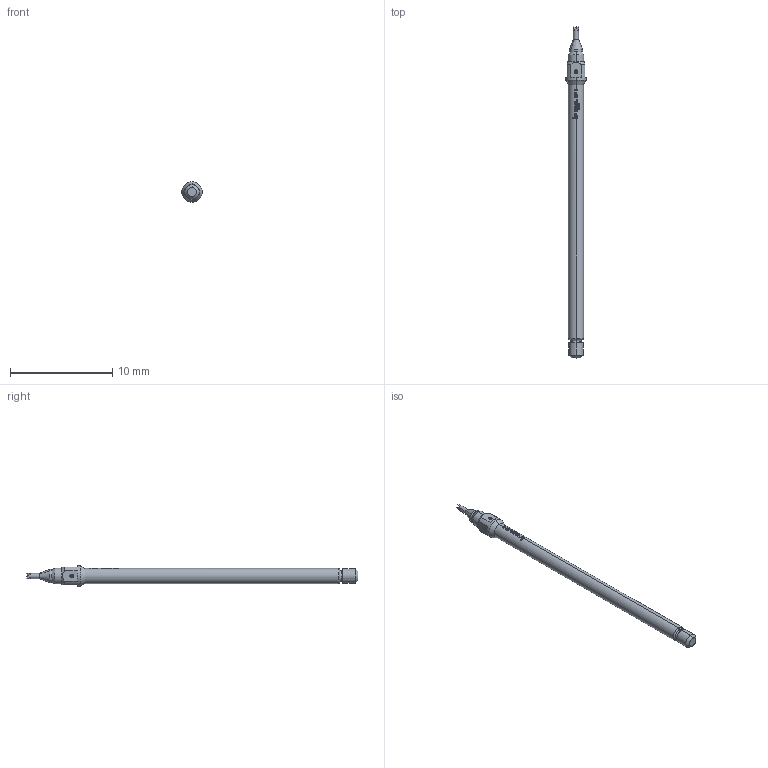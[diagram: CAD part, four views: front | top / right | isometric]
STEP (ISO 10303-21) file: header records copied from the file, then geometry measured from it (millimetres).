
FILE_DESCRIPTION (( 'STEP AP203' ), '1' );
FILE_NAME ('INGUN_PKS-171_214_050_A_xx02_M.STEP', '2022-03-04T10:33:14', ( 'ochi' ), ( '' ), 'SwSTEP 2.0', 'SolidWorks 2018', '' );
FILE_SCHEMA (( 'CONFIG_CONTROL_DESIGN' ));
Length unit declared in the file: millimetre
Products named in the file (1): INGUN_PKS-171_214_050_A_xx02_M
Bounding box: 2 x 32.5 x 2 mm (x, y, z)
Volume: 54.1 mm3; surface area: 151.4 mm2
Topology: 1 solids, 1 shells, 141 faces, 368 edges, 237 vertices
Faces by surface type: plane 64, cylinder 31, bspline 30, cone 10, torus 6
Entity records: 5235 total; most frequent: CARTESIAN_POINT 1909, ORIENTED_EDGE 736, DIRECTION 608, EDGE_CURVE 368, AXIS2_PLACEMENT_3D 244, VERTEX_POINT 237, EDGE_LOOP 149, FACE_OUTER_BOUND 141
